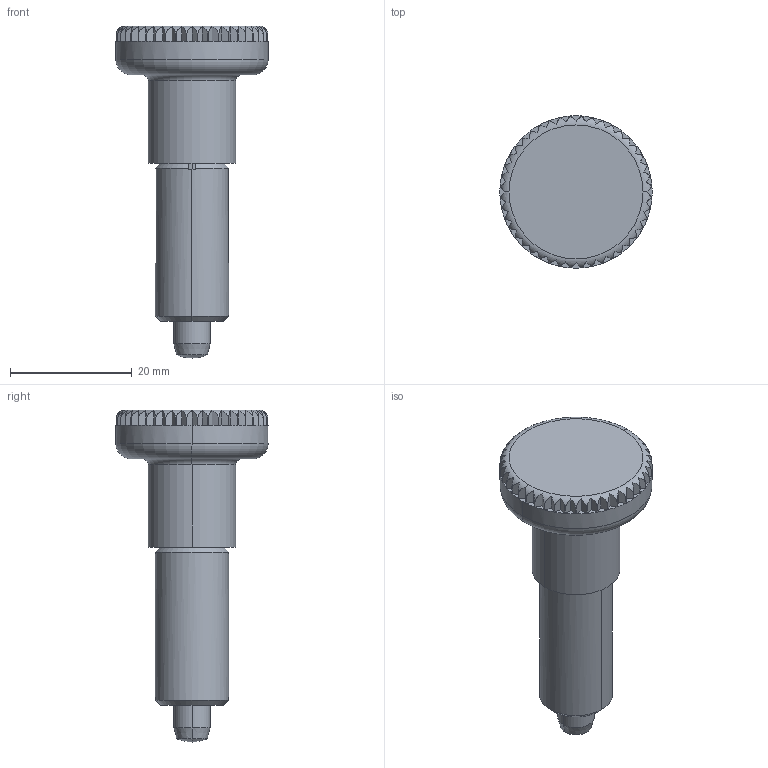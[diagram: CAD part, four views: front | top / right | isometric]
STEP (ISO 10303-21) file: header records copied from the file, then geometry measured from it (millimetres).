
FILE_DESCRIPTION(('STEP AP214'),'1');
FILE_NAME(' ',' ',('TraceParts'),('TraceParts S.A.'),'XStep 1.0',' ',' ');
FILE_SCHEMA(('automotive_design'));
Length unit declared in the file: millimetre
Products named in the file (2): 1; 2
Bounding box: 25 x 25 x 54.5 mm (x, y, z)
Volume: 9678 mm3; surface area: 4099.1 mm2
Topology: 2 solids, 2 shells, 172 faces, 486 edges, 319 vertices
Faces by surface type: plane 144, cylinder 14, torus 6, cone 6, sphere 2
Entity records: 12138 total; most frequent: CARTESIAN_POINT 2305, STYLED_ITEM 977, PRESENTATION_STYLE_ASSIGNMENT 977, COLOUR_RGB 977, ORIENTED_EDGE 968, DIRECTION 880, EDGE_CURVE 484, CURVE_STYLE 484
